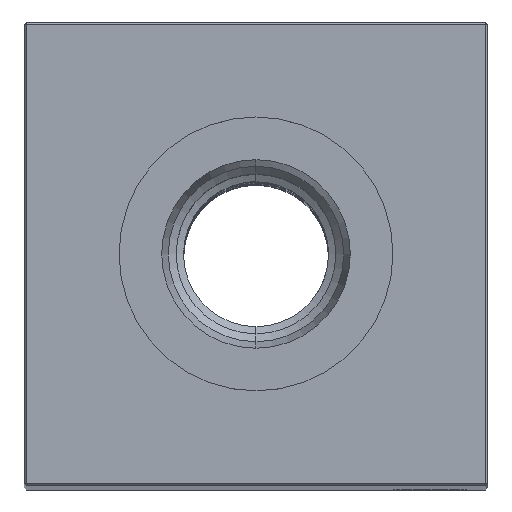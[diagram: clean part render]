
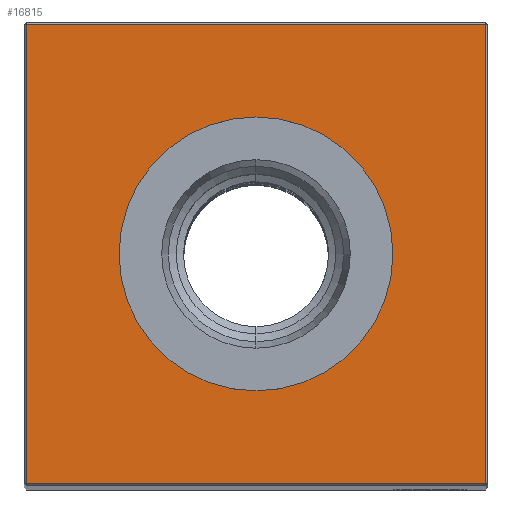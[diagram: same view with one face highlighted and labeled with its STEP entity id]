
A CAD part, top view. The second image highlights one B-rep face of the part: STEP entity #16815.
In plain terms, the highlighted planar face has unit normal (0, 0, 1).
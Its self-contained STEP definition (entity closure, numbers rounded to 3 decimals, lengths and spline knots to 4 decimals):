
#705 = LINE ( 'NONE', #12190, #5919 ) ;
#1117 = ORIENTED_EDGE ( 'NONE', *, *, #19807, .T. ) ;
#2112 = LINE ( 'NONE', #9208, #3313 ) ;
#2382 = EDGE_CURVE ( 'NONE', #30116, #7161, #20760, .T. ) ;
#2418 = CARTESIAN_POINT ( 'NONE',  ( 0., -0.5906, 10.25 ) ) ;
#2768 = AXIS2_PLACEMENT_3D ( 'NONE', #5974, #15558, #17590 ) ;
#3313 = VECTOR ( 'NONE', #4329, 39.3701 ) ;
#3500 = DIRECTION ( 'NONE',  ( 0., -1., 0. ) ) ;
#4329 = DIRECTION ( 'NONE',  ( -1., 0., 0. ) ) ;
#5159 = DIRECTION ( 'NONE',  ( 0., 0., -1. ) ) ;
#5880 = ORIENTED_EDGE ( 'NONE', *, *, #26495, .T. ) ;
#5919 = VECTOR ( 'NONE', #12359, 39.3701 ) ;
#5974 = CARTESIAN_POINT ( 'NONE',  ( 0., 0., 10.25 ) ) ;
#6627 = CARTESIAN_POINT ( 'NONE',  ( -0.99, -0.99, 10.25 ) ) ;
#6877 = EDGE_LOOP ( 'NONE', ( #20950, #19996 ) ) ;
#7161 = VERTEX_POINT ( 'NONE', #21553 ) ;
#7531 = DIRECTION ( 'NONE',  ( -1., 0., 0. ) ) ;
#8174 = CARTESIAN_POINT ( 'NONE',  ( 0., 0., 10.25 ) ) ;
#8387 = VERTEX_POINT ( 'NONE', #13559 ) ;
#8808 = CARTESIAN_POINT ( 'NONE',  ( 0.99, -0.99, 10.25 ) ) ;
#9208 = CARTESIAN_POINT ( 'NONE',  ( 0., 0.99, 10.25 ) ) ;
#9985 = EDGE_CURVE ( 'NONE', #29982, #8387, #2112, .T. ) ;
#10300 = VECTOR ( 'NONE', #24271, 39.3701 ) ;
#10690 = FACE_OUTER_BOUND ( 'NONE', #25103, .T. ) ;
#12190 = CARTESIAN_POINT ( 'NONE',  ( 0.99, 0., 10.25 ) ) ;
#12359 = DIRECTION ( 'NONE',  ( 0., 1., 0. ) ) ;
#13457 = CARTESIAN_POINT ( 'NONE',  ( 0.99, 0.99, 10.25 ) ) ;
#13497 = CIRCLE ( 'NONE', #18530, 0.5906 ) ;
#13559 = CARTESIAN_POINT ( 'NONE',  ( -0.99, 0.99, 10.25 ) ) ;
#13752 = VERTEX_POINT ( 'NONE', #8808 ) ;
#13767 = ORIENTED_EDGE ( 'NONE', *, *, #15414, .T. ) ;
#15291 = LINE ( 'NONE', #18128, #25044 ) ;
#15414 = EDGE_CURVE ( 'NONE', #17354, #13752, #19234, .T. ) ;
#15558 = DIRECTION ( 'NONE',  ( 0., 0., -1. ) ) ;
#16815 = ADVANCED_FACE ( 'NONE', ( #10690, #29882 ), #17916, .F. ) ;
#17354 = VERTEX_POINT ( 'NONE', #6627 ) ;
#17589 = DIRECTION ( 'NONE',  ( -1., 0., 0. ) ) ;
#17590 = DIRECTION ( 'NONE',  ( -1., 0., 0. ) ) ;
#17916 = PLANE ( 'NONE',  #2768 ) ;
#18128 = CARTESIAN_POINT ( 'NONE',  ( -0.99, 0., 10.25 ) ) ;
#18530 = AXIS2_PLACEMENT_3D ( 'NONE', #26412, #5159, #7531 ) ;
#19234 = LINE ( 'NONE', #28841, #10300 ) ;
#19807 = EDGE_CURVE ( 'NONE', #13752, #29982, #705, .T. ) ;
#19996 = ORIENTED_EDGE ( 'NONE', *, *, #2382, .T. ) ;
#20760 = CIRCLE ( 'NONE', #22797, 0.5906 ) ;
#20950 = ORIENTED_EDGE ( 'NONE', *, *, #26115, .T. ) ;
#21553 = CARTESIAN_POINT ( 'NONE',  ( 0., 0.5906, 10.25 ) ) ;
#21969 = ORIENTED_EDGE ( 'NONE', *, *, #9985, .T. ) ;
#22797 = AXIS2_PLACEMENT_3D ( 'NONE', #8174, #27835, #17589 ) ;
#24271 = DIRECTION ( 'NONE',  ( 1., 0., 0. ) ) ;
#25044 = VECTOR ( 'NONE', #3500, 39.3701 ) ;
#25103 = EDGE_LOOP ( 'NONE', ( #5880, #13767, #1117, #21969 ) ) ;
#26115 = EDGE_CURVE ( 'NONE', #7161, #30116, #13497, .T. ) ;
#26412 = CARTESIAN_POINT ( 'NONE',  ( 0., 0., 10.25 ) ) ;
#26495 = EDGE_CURVE ( 'NONE', #8387, #17354, #15291, .T. ) ;
#27835 = DIRECTION ( 'NONE',  ( 0., 0., -1. ) ) ;
#28841 = CARTESIAN_POINT ( 'NONE',  ( 0., -0.99, 10.25 ) ) ;
#29882 = FACE_BOUND ( 'NONE', #6877, .T. ) ;
#29982 = VERTEX_POINT ( 'NONE', #13457 ) ;
#30116 = VERTEX_POINT ( 'NONE', #2418 ) ;
